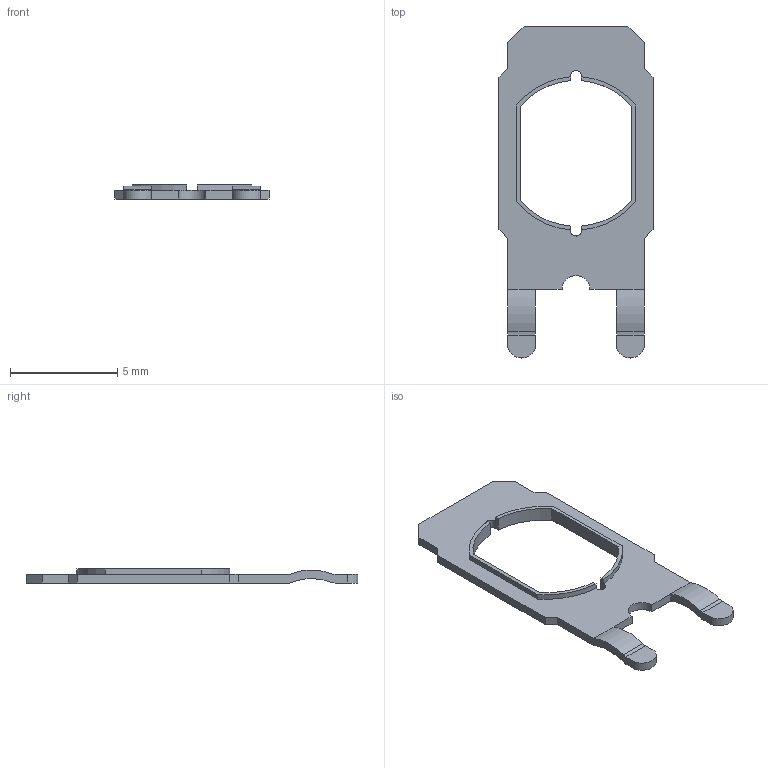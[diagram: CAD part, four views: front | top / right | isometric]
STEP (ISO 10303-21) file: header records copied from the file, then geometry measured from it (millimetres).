
FILE_DESCRIPTION(/* description */ (''),/* implementation_level */ '2;1');
FILE_NAME(/* name */ '_M2B1540brac.ipt.step',/* time_stamp */ '2015-01-02T19:21:55-08:00',/* author */ ('Philip'),/* organization */ (''),/* preprocessor_version */ 'ST-DEVELOPER v15.6',/* originating_system */ 'Autodesk Inventor 2015',/* authorisation */ '');
FILE_SCHEMA (('AUTOMOTIVE_DESIGN { 1 0 10303 214 3 1 1 }'));
Length unit declared in the file: inch
Products named in the file (1): _M2B1540brac
Bounding box: 7.19 x 15.49 x 0.66 mm (x, y, z)
Volume: 25 mm3; surface area: 158.2 mm2
Topology: 1 solids, 1 shells, 54 faces, 152 edges, 100 vertices
Faces by surface type: plane 33, cylinder 21
Entity records: 1783 total; most frequent: CARTESIAN_POINT 307, ORIENTED_EDGE 304, DIRECTION 304, EDGE_CURVE 152, LINE 110, VECTOR 110, VERTEX_POINT 100, AXIS2_PLACEMENT_3D 97
